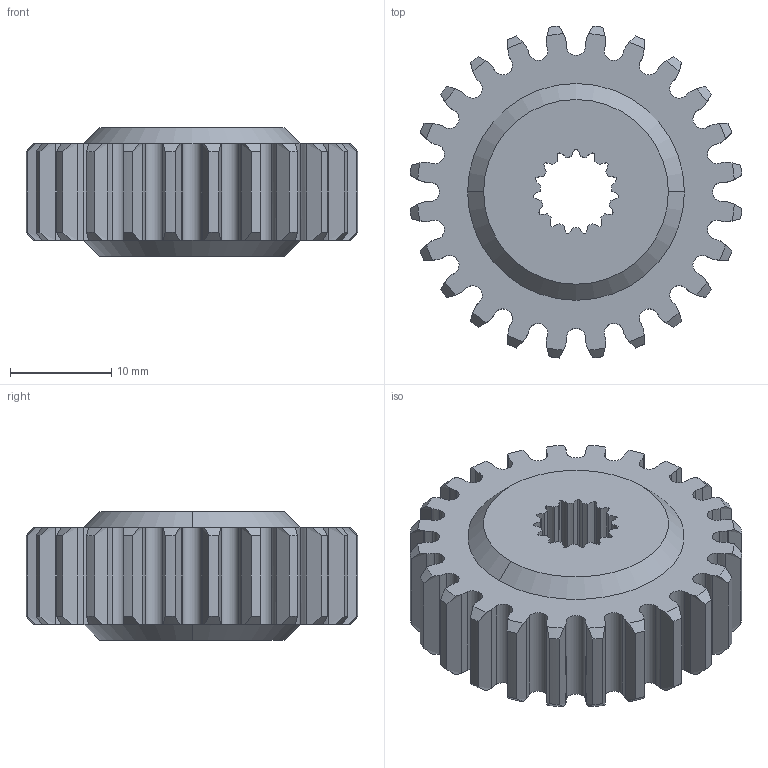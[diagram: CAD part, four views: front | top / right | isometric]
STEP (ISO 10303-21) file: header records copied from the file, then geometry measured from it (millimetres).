
FILE_DESCRIPTION (( 'STEP AP203' ), '1' );
FILE_NAME ('REV-21-4005_RevB.STEP', '2025-09-26T21:04:57', ( '' ), ( '' ), 'SwSTEP 2.0', 'SolidWorks 2022', '' );
FILE_SCHEMA (( 'CONFIG_CONTROL_DESIGN' ));
Length unit declared in the file: millimetre
Products named in the file (1): REV-21-4005_RevB
Bounding box: 32.85 x 32.85 x 12.7 mm (x, y, z)
Volume: 7108.6 mm3; surface area: 3682.9 mm2
Topology: 1 solids, 1 shells, 405 faces, 1185 edges, 790 vertices
Faces by surface type: bspline 134, plane 130, cylinder 89, cone 52
Entity records: 17528 total; most frequent: CARTESIAN_POINT 7585, ORIENTED_EDGE 2370, DIRECTION 1601, EDGE_CURVE 1185, VERTEX_POINT 790, VECTOR 581, LINE 581, AXIS2_PLACEMENT_3D 510
